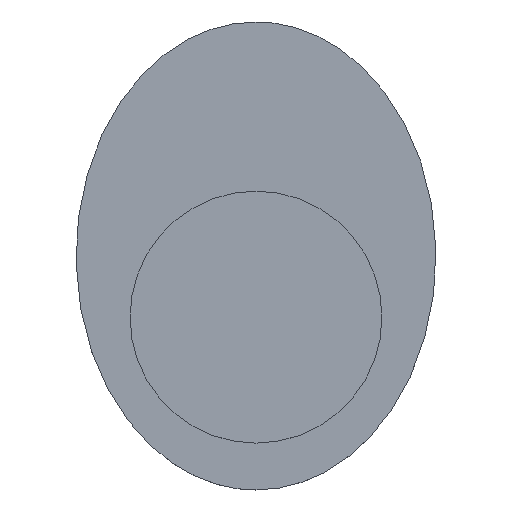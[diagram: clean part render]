
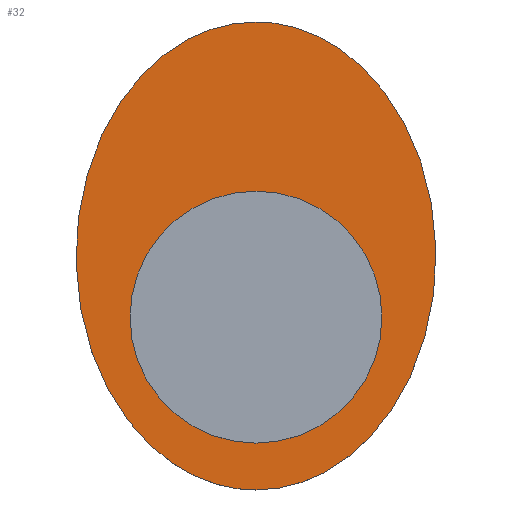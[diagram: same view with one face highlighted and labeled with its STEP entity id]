
A CAD part, top view. The second image highlights one B-rep face of the part: STEP entity #32.
In plain terms, the highlighted planar face has unit normal (0, 0, 1).
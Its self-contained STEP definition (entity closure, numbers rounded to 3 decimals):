
#23 = ORIENTED_EDGE ( 'NONE', *, *, #274, .T. ) ;
#32 = ADVANCED_FACE ( 'NONE', ( #255, #210 ), #142, .T. ) ;
#41 = ORIENTED_EDGE ( 'NONE', *, *, #279, .T. ) ;
#46 = DIRECTION ( 'NONE',  ( 1., 0., 0. ) ) ;
#47 = DIRECTION ( 'NONE',  ( 0., 0., 1. ) ) ;
#48 = CARTESIAN_POINT ( 'NONE',  ( 0., -1.7, 0.5 ) ) ;
#57 = CARTESIAN_POINT ( 'NONE',  ( 0., -6.5, 0.5 ) ) ;
#58 = CARTESIAN_POINT ( 'NONE',  ( -10., -6.5, 0.5 ) ) ;
#60 = DIRECTION ( 'NONE',  ( 1., 0., 0. ) ) ;
#61 = DIRECTION ( 'NONE',  ( 0., 0., 1. ) ) ;
#62 = CARTESIAN_POINT ( 'NONE',  ( 0., -1.7, 0.5 ) ) ;
#63 = CARTESIAN_POINT ( 'NONE',  ( -10., 6.5, 0.5 ) ) ;
#64 = CARTESIAN_POINT ( 'NONE',  ( 0., 6.5, 0.5 ) ) ;
#66 = VERTEX_POINT ( 'NONE', #188 ) ;
#67 = CARTESIAN_POINT ( 'NONE',  ( 0., 6.5, 0.5 ) ) ;
#68 = CARTESIAN_POINT ( 'NONE',  ( 10., 6.5, 0.5 ) ) ;
#70 = CARTESIAN_POINT ( 'NONE',  ( 10., -6.5, 0.5 ) ) ;
#81 = CARTESIAN_POINT ( 'NONE',  ( 0., 6.5, 0.5 ) ) ;
#114 = DIRECTION ( 'NONE',  ( 0., 0., 1. ) ) ;
#122 = CARTESIAN_POINT ( 'NONE',  ( 0., -6.5, 0.5 ) ) ;
#124 = CIRCLE ( 'NONE', #265, 3.5 ) ;
#130 = CARTESIAN_POINT ( 'NONE',  ( 0., -6.5, 0.5 ) ) ;
#131 = CARTESIAN_POINT ( 'NONE',  ( 3.5, -1.7, 0.5 ) ) ;
#134 = CIRCLE ( 'NONE', #213, 3.5 ) ;
#142 = PLANE ( 'NONE',  #293 ) ;
#145 = CARTESIAN_POINT ( 'NONE',  ( 0., 0., 0.5 ) ) ;
#165 = EDGE_LOOP ( 'NONE', ( #23, #41 ) ) ;
#169 =( BOUNDED_CURVE ( )  B_SPLINE_CURVE ( 3, ( #122, #70, #68, #67 ),
 .UNSPECIFIED., .F., .T. ) 
 B_SPLINE_CURVE_WITH_KNOTS ( ( 4, 4 ),
 ( 0., 3.142 ),
 .UNSPECIFIED. ) 
 CURVE ( )  GEOMETRIC_REPRESENTATION_ITEM ( )  RATIONAL_B_SPLINE_CURVE ( ( 1., 0.333, 0.333, 1. ) ) 
 REPRESENTATION_ITEM ( '' )  );
#173 = ORIENTED_EDGE ( 'NONE', *, *, #275, .F. ) ;
#175 =( BOUNDED_CURVE ( )  B_SPLINE_CURVE ( 3, ( #64, #63, #58, #57 ),
 .UNSPECIFIED., .F., .T. ) 
 B_SPLINE_CURVE_WITH_KNOTS ( ( 4, 4 ),
 ( 3.142, 6.283 ),
 .UNSPECIFIED. ) 
 CURVE ( )  GEOMETRIC_REPRESENTATION_ITEM ( )  RATIONAL_B_SPLINE_CURVE ( ( 1., 0.333, 0.333, 1. ) ) 
 REPRESENTATION_ITEM ( '' )  );
#188 = CARTESIAN_POINT ( 'NONE',  ( -3.5, -1.7, 0.5 ) ) ;
#196 = VERTEX_POINT ( 'NONE', #130 ) ;
#202 = VERTEX_POINT ( 'NONE', #131 ) ;
#210 = FACE_OUTER_BOUND ( 'NONE', #165, .T. ) ;
#213 = AXIS2_PLACEMENT_3D ( 'NONE', #48, #47, #46 ) ;
#225 = VERTEX_POINT ( 'NONE', #81 ) ;
#243 = EDGE_LOOP ( 'NONE', ( #173, #248 ) ) ;
#248 = ORIENTED_EDGE ( 'NONE', *, *, #295, .F. ) ;
#255 = FACE_BOUND ( 'NONE', #243, .T. ) ;
#265 = AXIS2_PLACEMENT_3D ( 'NONE', #62, #61, #60 ) ;
#274 = EDGE_CURVE ( 'NONE', #196, #225, #169, .T. ) ;
#275 = EDGE_CURVE ( 'NONE', #66, #202, #124, .T. ) ;
#279 = EDGE_CURVE ( 'NONE', #225, #196, #175, .T. ) ;
#288 = DIRECTION ( 'NONE',  ( 1., 0., 0. ) ) ;
#293 = AXIS2_PLACEMENT_3D ( 'NONE', #145, #114, #288 ) ;
#295 = EDGE_CURVE ( 'NONE', #202, #66, #134, .T. ) ;
